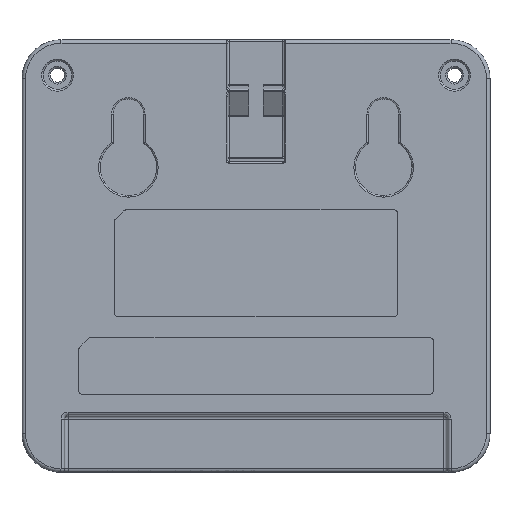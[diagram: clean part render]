
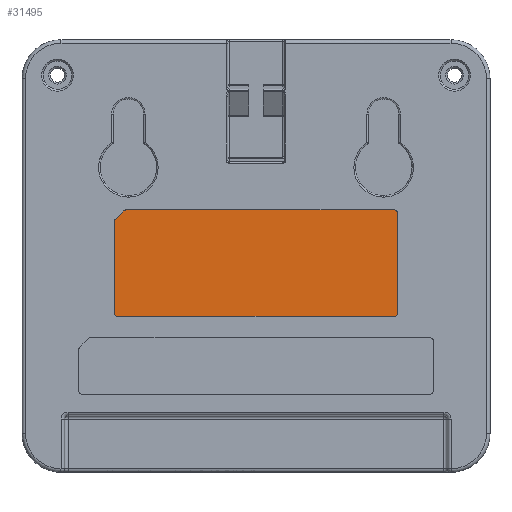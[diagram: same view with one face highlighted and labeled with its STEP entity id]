
A CAD part, front view. The second image highlights one B-rep face of the part: STEP entity #31495.
In plain terms, the highlighted planar face has unit normal (0, -1, 0).
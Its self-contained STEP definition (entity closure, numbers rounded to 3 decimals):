
#1563 = CARTESIAN_POINT ( 'NONE',  ( 53., -0.3, -38.5 ) ) ;
#1966 = CARTESIAN_POINT ( 'NONE',  ( 14.707, -0.3, -24.5 ) ) ;
#2079 = VECTOR ( 'NONE', #25307, 1000. ) ;
#2688 = CIRCLE ( 'NONE', #30765, 0.5 ) ;
#2796 = EDGE_CURVE ( 'NONE', #11336, #40446, #2688, .T. ) ;
#3309 = CARTESIAN_POINT ( 'NONE',  ( 53., -0.3, -24.5 ) ) ;
#3465 = DIRECTION ( 'NONE',  ( 0., -1., 0. ) ) ;
#4011 = DIRECTION ( 'NONE',  ( -0.707, 0., -0.707 ) ) ;
#4406 = LINE ( 'NONE', #14633, #28973 ) ;
#5704 = DIRECTION ( 'NONE',  ( 0., 0., -1. ) ) ;
#5941 = ORIENTED_EDGE ( 'NONE', *, *, #38028, .T. ) ;
#6121 = ORIENTED_EDGE ( 'NONE', *, *, #2796, .T. ) ;
#6372 = CARTESIAN_POINT ( 'NONE',  ( 52.5, -0.3, -39. ) ) ;
#6457 = FACE_OUTER_BOUND ( 'NONE', #25721, .T. ) ;
#6949 = ORIENTED_EDGE ( 'NONE', *, *, #20726, .T. ) ;
#7113 = ORIENTED_EDGE ( 'NONE', *, *, #29112, .T. ) ;
#9125 = EDGE_CURVE ( 'NONE', #13767, #13548, #22781, .T. ) ;
#9649 = CARTESIAN_POINT ( 'NONE',  ( 52.5, -0.3, -24. ) ) ;
#9724 = CARTESIAN_POINT ( 'NONE',  ( 14.707, -0.3, -24. ) ) ;
#11046 = DIRECTION ( 'NONE',  ( 0., -1., 0. ) ) ;
#11336 = VERTEX_POINT ( 'NONE', #18269 ) ;
#11481 = ORIENTED_EDGE ( 'NONE', *, *, #26061, .T. ) ;
#11648 = CARTESIAN_POINT ( 'NONE',  ( 14.354, -0.3, -24.146 ) ) ;
#12001 = ORIENTED_EDGE ( 'NONE', *, *, #35130, .T. ) ;
#12027 = CARTESIAN_POINT ( 'NONE',  ( 13., -0.3, -38.5 ) ) ;
#12330 = ORIENTED_EDGE ( 'NONE', *, *, #13132, .T. ) ;
#12372 = LINE ( 'NONE', #18666, #20648 ) ;
#12463 = DIRECTION ( 'NONE',  ( 0., -1., 0. ) ) ;
#12511 = ORIENTED_EDGE ( 'NONE', *, *, #40584, .T. ) ;
#12536 = CARTESIAN_POINT ( 'NONE',  ( 13., -0.3, -39. ) ) ;
#12679 = CARTESIAN_POINT ( 'NONE',  ( 13.5, -0.3, -25.707 ) ) ;
#12973 = CARTESIAN_POINT ( 'NONE',  ( 53., -0.3, -24. ) ) ;
#13132 = EDGE_CURVE ( 'NONE', #20870, #17608, #4406, .T. ) ;
#13156 = CARTESIAN_POINT ( 'NONE',  ( 13.5, -0.3, -38.5 ) ) ;
#13548 = VERTEX_POINT ( 'NONE', #6372 ) ;
#13767 = VERTEX_POINT ( 'NONE', #23711 ) ;
#14633 = CARTESIAN_POINT ( 'NONE',  ( 53., -0.3, -24. ) ) ;
#14695 = ORIENTED_EDGE ( 'NONE', *, *, #36794, .T. ) ;
#15811 = CIRCLE ( 'NONE', #16482, 0.5 ) ;
#16191 = DIRECTION ( 'NONE',  ( 0., 0., -1. ) ) ;
#16261 = DIRECTION ( 'NONE',  ( 0., 0., -1. ) ) ;
#16482 = AXIS2_PLACEMENT_3D ( 'NONE', #1966, #27480, #5704 ) ;
#16943 = LINE ( 'NONE', #32676, #23858 ) ;
#16977 = ORIENTED_EDGE ( 'NONE', *, *, #9125, .T. ) ;
#17608 = VERTEX_POINT ( 'NONE', #9724 ) ;
#18269 = CARTESIAN_POINT ( 'NONE',  ( 13.146, -0.3, -25.354 ) ) ;
#18666 = CARTESIAN_POINT ( 'NONE',  ( 13., -0.3, -24. ) ) ;
#18801 = DIRECTION ( 'NONE',  ( 0., -1., 0. ) ) ;
#19001 = CARTESIAN_POINT ( 'NONE',  ( 0., -0.3, 0. ) ) ;
#19074 = VECTOR ( 'NONE', #35609, 1000. ) ;
#19904 = AXIS2_PLACEMENT_3D ( 'NONE', #38030, #3465, #16191 ) ;
#20648 = VECTOR ( 'NONE', #37744, 1000. ) ;
#20726 = EDGE_CURVE ( 'NONE', #40446, #27385, #12372, .T. ) ;
#20870 = VERTEX_POINT ( 'NONE', #9649 ) ;
#20908 = DIRECTION ( 'NONE',  ( -1., 0., 0. ) ) ;
#22781 = LINE ( 'NONE', #12536, #2079 ) ;
#22998 = DIRECTION ( 'NONE',  ( 0., -1., 0. ) ) ;
#23711 = CARTESIAN_POINT ( 'NONE',  ( 13.5, -0.3, -39. ) ) ;
#23824 = DIRECTION ( 'NONE',  ( 0., 0., -1. ) ) ;
#23858 = VECTOR ( 'NONE', #4011, 1000. ) ;
#24343 = CIRCLE ( 'NONE', #36392, 0.5 ) ;
#25246 = DIRECTION ( 'NONE',  ( 0., 0., -1. ) ) ;
#25307 = DIRECTION ( 'NONE',  ( 1., 0., 0. ) ) ;
#25547 = LINE ( 'NONE', #12973, #19074 ) ;
#25721 = EDGE_LOOP ( 'NONE', ( #14695, #12511, #12330, #11481, #5941, #6121, #6949, #12001, #16977, #7113 ) ) ;
#25731 = DIRECTION ( 'NONE',  ( 0., 0., -1. ) ) ;
#26061 = EDGE_CURVE ( 'NONE', #17608, #31743, #15811, .T. ) ;
#27385 = VERTEX_POINT ( 'NONE', #12027 ) ;
#27480 = DIRECTION ( 'NONE',  ( 0., -1., 0. ) ) ;
#28973 = VECTOR ( 'NONE', #20908, 1000. ) ;
#29112 = EDGE_CURVE ( 'NONE', #13548, #32165, #40775, .T. ) ;
#30195 = AXIS2_PLACEMENT_3D ( 'NONE', #19001, #18801, #16261 ) ;
#30765 = AXIS2_PLACEMENT_3D ( 'NONE', #12679, #12463, #25246 ) ;
#31103 = CARTESIAN_POINT ( 'NONE',  ( 13., -0.3, -25.707 ) ) ;
#31495 = ADVANCED_FACE ( 'NONE', ( #6457 ), #38705, .T. ) ;
#31743 = VERTEX_POINT ( 'NONE', #11648 ) ;
#32165 = VERTEX_POINT ( 'NONE', #1563 ) ;
#32676 = CARTESIAN_POINT ( 'NONE',  ( 19.25, -0.3, -19.25 ) ) ;
#35130 = EDGE_CURVE ( 'NONE', #27385, #13767, #24343, .T. ) ;
#35546 = VERTEX_POINT ( 'NONE', #3309 ) ;
#35609 = DIRECTION ( 'NONE',  ( 0., 0., 1. ) ) ;
#35951 = CIRCLE ( 'NONE', #19904, 0.5 ) ;
#36392 = AXIS2_PLACEMENT_3D ( 'NONE', #13156, #22998, #25731 ) ;
#36750 = AXIS2_PLACEMENT_3D ( 'NONE', #39759, #11046, #23824 ) ;
#36794 = EDGE_CURVE ( 'NONE', #32165, #35546, #25547, .T. ) ;
#37744 = DIRECTION ( 'NONE',  ( 0., 0., -1. ) ) ;
#38028 = EDGE_CURVE ( 'NONE', #31743, #11336, #16943, .T. ) ;
#38030 = CARTESIAN_POINT ( 'NONE',  ( 52.5, -0.3, -24.5 ) ) ;
#38705 = PLANE ( 'NONE',  #30195 ) ;
#39759 = CARTESIAN_POINT ( 'NONE',  ( 52.5, -0.3, -38.5 ) ) ;
#40446 = VERTEX_POINT ( 'NONE', #31103 ) ;
#40584 = EDGE_CURVE ( 'NONE', #35546, #20870, #35951, .T. ) ;
#40775 = CIRCLE ( 'NONE', #36750, 0.5 ) ;
